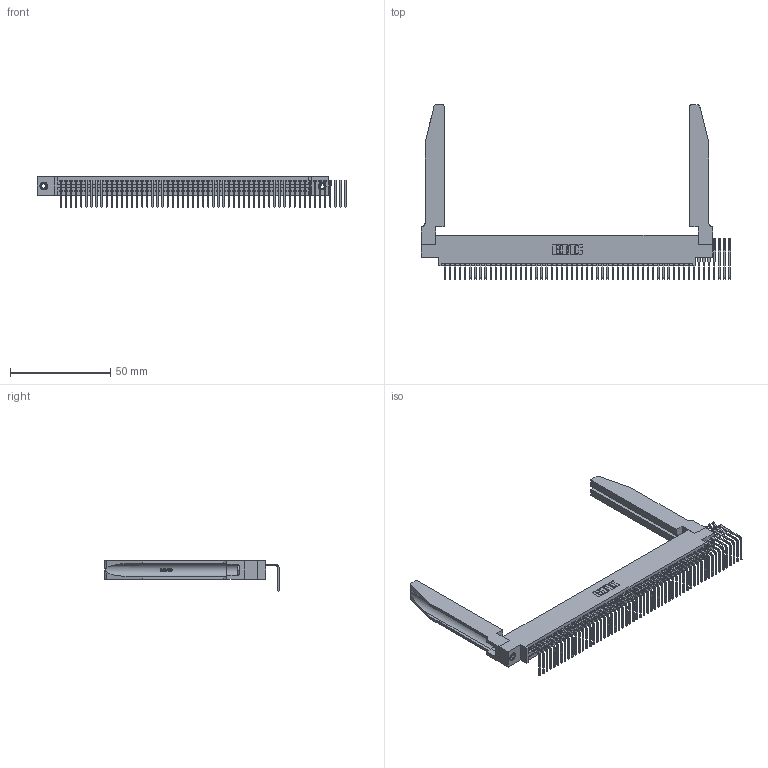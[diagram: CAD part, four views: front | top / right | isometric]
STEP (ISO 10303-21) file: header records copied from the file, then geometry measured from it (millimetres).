
FILE_DESCRIPTION (( 'STEP AP203' ), '1' );
FILE_NAME ('345-057-558-678.STEP', '2019-10-10T20:03:03', ( '' ), ( '' ), 'SwSTEP 2.0', 'SolidWorks 2016', '' );
FILE_SCHEMA (( 'CONFIG_CONTROL_DESIGN' ));
Length unit declared in the file: inch
Products named in the file (5): 345 Part_0.170 Offset - 0.156 Dia-TH; 345-292-001_558 Tail - 2; 345-250-001_345-250-001-102; 345-220-078_345-220-078; 345-057-558-678
Assembly tree (62 placements, depth 2):
  345-057-558-678
    345 Part_0.170 Offset - 0.156 Dia-TH
    345-292-001_558 Tail - 2  x57
    345-250-001_345-250-001-102  x2
    345-220-078_345-220-078  x2
Bounding box: 154.76 x 87.11 x 15.37 mm (x, y, z)
Volume: 21834.2 mm3; surface area: 27359 mm2
Topology: 62 solids, 62 shells, 3656 faces, 10903 edges, 7182 vertices
Faces by surface type: plane 2508, cylinder 1096, bspline 36, cone 12, torus 4
Entity records: 41148 total; most frequent: CARTESIAN_POINT 7990, ORIENTED_EDGE 6862, DIRECTION 5983, EDGE_CURVE 3431, LINE 3009, VECTOR 3009, VERTEX_POINT 2280, AXIS2_PLACEMENT_3D 1487
